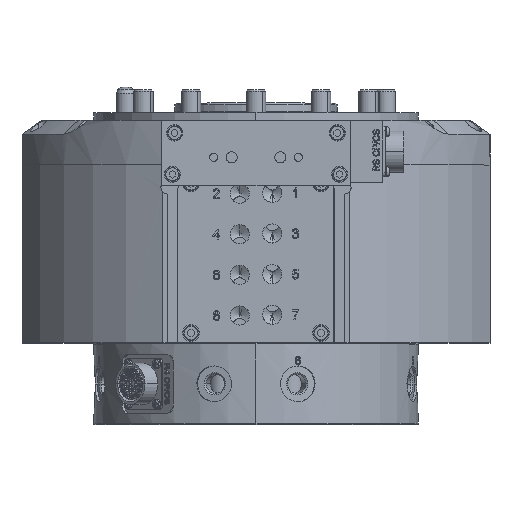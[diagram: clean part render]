
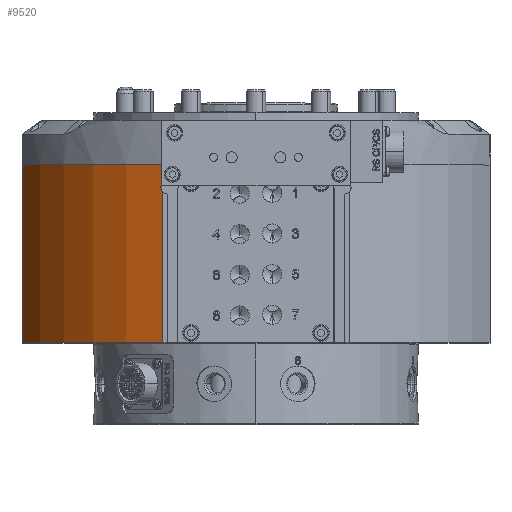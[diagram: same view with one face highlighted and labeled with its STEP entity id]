
A CAD part, top view. The second image highlights one B-rep face of the part: STEP entity #9520.
In plain terms, the highlighted cylindrical face has radius 155 mm (diameter 310 mm), a partial arc.
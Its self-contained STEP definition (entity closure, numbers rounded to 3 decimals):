
#1540 = CARTESIAN_POINT ( 'NONE',  ( -57.35, -8.542, 144. ) ) ;
#9520 = ADVANCED_FACE ( 'NONE', ( #107061 ), #42876, .T. ) ;
#10609 = CARTESIAN_POINT ( 'NONE',  ( 0., -141.8, 0. ) ) ;
#10926 = CARTESIAN_POINT ( 'NONE',  ( -58.371, -47.343, 143.589 ) ) ;
#13528 = VERTEX_POINT ( 'NONE', #88095 ) ;
#13904 = DIRECTION ( 'NONE',  ( 0., -1., 0. ) ) ;
#18850 = CIRCLE ( 'NONE', #43721, 155. ) ;
#19320 = EDGE_CURVE ( 'NONE', #13528, #106771, #27319, .T. ) ;
#20333 = ORIENTED_EDGE ( 'NONE', *, *, #130832, .T. ) ;
#22077 = DIRECTION ( 'NONE',  ( -1., 0., 0. ) ) ;
#22396 = CARTESIAN_POINT ( 'NONE',  ( -58.5, -46.564, 143.537 ) ) ;
#22415 = VERTEX_POINT ( 'NONE', #57541 ) ;
#24406 = ORIENTED_EDGE ( 'NONE', *, *, #19320, .F. ) ;
#26240 = AXIS2_PLACEMENT_3D ( 'NONE', #10609, #90256, #22077 ) ;
#26777 = ORIENTED_EDGE ( 'NONE', *, *, #116375, .F. ) ;
#27319 = LINE ( 'NONE', #96532, #84355 ) ;
#31014 = ORIENTED_EDGE ( 'NONE', *, *, #88909, .F. ) ;
#33622 = DIRECTION ( 'NONE',  ( 0., 1., 0. ) ) ;
#33826 = CARTESIAN_POINT ( 'NONE',  ( -58.475, -45.779, 143.547 ) ) ;
#38775 = CARTESIAN_POINT ( 'NONE',  ( -144., -32.3, 57.35 ) ) ;
#42876 = CYLINDRICAL_SURFACE ( 'NONE', #127868, 155. ) ;
#43721 = AXIS2_PLACEMENT_3D ( 'NONE', #101828, #33622, #113276 ) ;
#44736 = CARTESIAN_POINT ( 'NONE',  ( -57.529, -48.925, 143.929 ) ) ;
#45226 = CARTESIAN_POINT ( 'NONE',  ( -58.296, -45.011, 143.62 ) ) ;
#45631 = B_SPLINE_CURVE_WITH_KNOTS ( 'NONE', 3,
 ( #124485, #44736, #135980, #67684, #147447, #79138, #10926, #90565, #22396, #102018, #33826, #113486, #45226, #124985, #56704, #136473, #68185, #147935 ),
 .UNSPECIFIED., .F., .F.,
 ( 4, 2, 2, 2, 2, 2, 2, 2, 4 ),
 ( 0., 0.001, 0.002, 0.002, 0.003, 0.004, 0.005, 0.005, 0.006 ),
 .UNSPECIFIED. ) ;
#46618 = ORIENTED_EDGE ( 'NONE', *, *, #135065, .T. ) ;
#48046 = LINE ( 'NONE', #1540, #74811 ) ;
#52870 = DIRECTION ( 'NONE',  ( -1., 0., 0. ) ) ;
#56704 = CARTESIAN_POINT ( 'NONE',  ( -57.974, -44.301, 143.75 ) ) ;
#57541 = CARTESIAN_POINT ( 'NONE',  ( -57.35, -141.8, 144. ) ) ;
#63960 = VERTEX_POINT ( 'NONE', #123306 ) ;
#67236 = VERTEX_POINT ( 'NONE', #126388 ) ;
#67684 = CARTESIAN_POINT ( 'NONE',  ( -57.972, -48.302, 143.751 ) ) ;
#68185 = CARTESIAN_POINT ( 'NONE',  ( -57.529, -43.675, 143.929 ) ) ;
#68209 = EDGE_CURVE ( 'NONE', #141444, #67236, #139613, .T. ) ;
#69213 = CARTESIAN_POINT ( 'NONE',  ( -57.35, -8.542, 144. ) ) ;
#73803 = ORIENTED_EDGE ( 'NONE', *, *, #68209, .F. ) ;
#74811 = VECTOR ( 'NONE', #104595, 1000. ) ;
#79138 = CARTESIAN_POINT ( 'NONE',  ( -58.295, -47.591, 143.62 ) ) ;
#79286 = CARTESIAN_POINT ( 'NONE',  ( -57.35, -32.3, 144. ) ) ;
#84355 = VECTOR ( 'NONE', #119457, 1000. ) ;
#88095 = CARTESIAN_POINT ( 'NONE',  ( -144., -141.8, 57.35 ) ) ;
#88909 = EDGE_CURVE ( 'NONE', #63960, #22415, #48046, .T. ) ;
#90256 = DIRECTION ( 'NONE',  ( 0., 1., 0. ) ) ;
#90565 = CARTESIAN_POINT ( 'NONE',  ( -58.473, -46.83, 143.547 ) ) ;
#96532 = CARTESIAN_POINT ( 'NONE',  ( -144., -8.542, 57.35 ) ) ;
#99393 = DIRECTION ( 'NONE',  ( 0., 1., 0. ) ) ;
#101828 = CARTESIAN_POINT ( 'NONE',  ( 0., -32.3, 0. ) ) ;
#102018 = CARTESIAN_POINT ( 'NONE',  ( -58.5, -46.04, 143.537 ) ) ;
#104595 = DIRECTION ( 'NONE',  ( 0., -1., 0. ) ) ;
#106771 = VERTEX_POINT ( 'NONE', #38775 ) ;
#107061 = FACE_OUTER_BOUND ( 'NONE', #139820, .T. ) ;
#107390 = CIRCLE ( 'NONE', #26240, 155. ) ;
#113276 = DIRECTION ( 'NONE',  ( -1., 0., 0. ) ) ;
#113486 = CARTESIAN_POINT ( 'NONE',  ( -58.372, -45.261, 143.589 ) ) ;
#116375 = EDGE_CURVE ( 'NONE', #106771, #141444, #18850, .T. ) ;
#119457 = DIRECTION ( 'NONE',  ( 0., 1., 0. ) ) ;
#123306 = CARTESIAN_POINT ( 'NONE',  ( -57.35, -49.107, 144. ) ) ;
#124485 = CARTESIAN_POINT ( 'NONE',  ( -57.35, -49.107, 144. ) ) ;
#124985 = CARTESIAN_POINT ( 'NONE',  ( -58.098, -44.533, 143.7 ) ) ;
#126388 = CARTESIAN_POINT ( 'NONE',  ( -57.35, -43.493, 144. ) ) ;
#127868 = AXIS2_PLACEMENT_3D ( 'NONE', #135628, #99393, #52870 ) ;
#130832 = EDGE_CURVE ( 'NONE', #63960, #67236, #45631, .T. ) ;
#135065 = EDGE_CURVE ( 'NONE', #13528, #22415, #107390, .T. ) ;
#135628 = CARTESIAN_POINT ( 'NONE',  ( 0., -8.542, 0. ) ) ;
#135980 = CARTESIAN_POINT ( 'NONE',  ( -57.689, -48.728, 143.864 ) ) ;
#136056 = VECTOR ( 'NONE', #13904, 1000. ) ;
#136473 = CARTESIAN_POINT ( 'NONE',  ( -57.69, -43.873, 143.864 ) ) ;
#139613 = LINE ( 'NONE', #69213, #136056 ) ;
#139820 = EDGE_LOOP ( 'NONE', ( #31014, #20333, #73803, #26777, #24406, #46618 ) ) ;
#141444 = VERTEX_POINT ( 'NONE', #79286 ) ;
#147447 = CARTESIAN_POINT ( 'NONE',  ( -58.096, -48.071, 143.701 ) ) ;
#147935 = CARTESIAN_POINT ( 'NONE',  ( -57.35, -43.493, 144. ) ) ;
